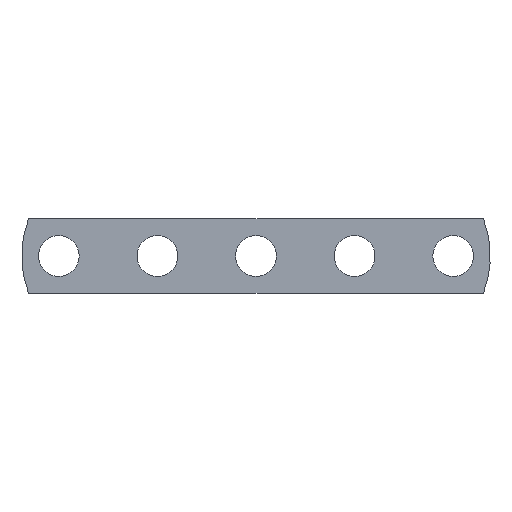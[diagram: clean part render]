
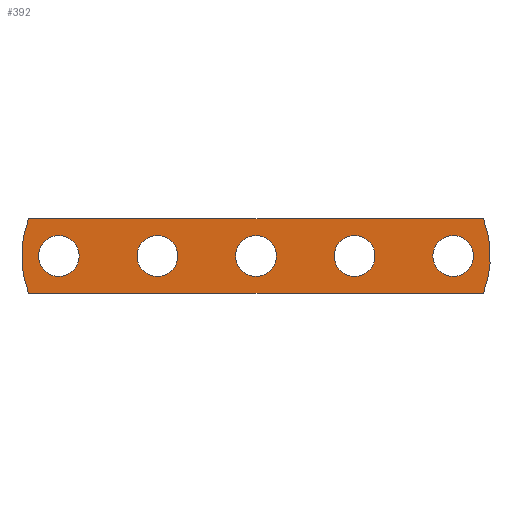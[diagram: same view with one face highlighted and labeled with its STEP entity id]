
A CAD part, top view. The second image highlights one B-rep face of the part: STEP entity #392.
In plain terms, the highlighted planar face has unit normal (0, 0, 1).
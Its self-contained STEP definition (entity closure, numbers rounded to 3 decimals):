
#73=DIRECTION('',(-1.,0.,0.));
#74=VECTOR('',#73,61.353);
#75=CARTESIAN_POINT('',(57.277,5.,1.));
#76=LINE('',#75,#74);
#81=DIRECTION('',(1.,0.,0.));
#82=VECTOR('',#81,61.353);
#83=CARTESIAN_POINT('',(-4.077,-5.,1.));
#84=LINE('',#83,#82);
#93=CARTESIAN_POINT('',(9.,0.,1.));
#94=DIRECTION('',(0.,0.,1.));
#95=DIRECTION('',(-0.934,0.357,0.));
#96=AXIS2_PLACEMENT_3D('',#93,#94,#95);
#98=CARTESIAN_POINT('',(44.2,0.,1.));
#99=DIRECTION('',(0.,0.,1.));
#100=DIRECTION('',(0.934,-0.357,0.));
#101=AXIS2_PLACEMENT_3D('',#98,#99,#100);
#103=CARTESIAN_POINT('',(53.2,0.,1.));
#104=DIRECTION('',(0.,0.,-1.));
#105=DIRECTION('',(1.,0.,0.));
#106=AXIS2_PLACEMENT_3D('',#103,#104,#105);
#108=CARTESIAN_POINT('',(53.2,0.,1.));
#109=DIRECTION('',(0.,0.,-1.));
#110=DIRECTION('',(-1.,0.,0.));
#111=AXIS2_PLACEMENT_3D('',#108,#109,#110);
#113=CARTESIAN_POINT('',(39.9,0.,1.));
#114=DIRECTION('',(0.,0.,-1.));
#115=DIRECTION('',(1.,0.,0.));
#116=AXIS2_PLACEMENT_3D('',#113,#114,#115);
#118=CARTESIAN_POINT('',(39.9,0.,1.));
#119=DIRECTION('',(0.,0.,-1.));
#120=DIRECTION('',(-1.,0.,0.));
#121=AXIS2_PLACEMENT_3D('',#118,#119,#120);
#123=CARTESIAN_POINT('',(26.6,0.,1.));
#124=DIRECTION('',(0.,0.,-1.));
#125=DIRECTION('',(1.,0.,0.));
#126=AXIS2_PLACEMENT_3D('',#123,#124,#125);
#128=CARTESIAN_POINT('',(26.6,0.,1.));
#129=DIRECTION('',(0.,0.,-1.));
#130=DIRECTION('',(-1.,0.,0.));
#131=AXIS2_PLACEMENT_3D('',#128,#129,#130);
#133=CARTESIAN_POINT('',(13.3,0.,1.));
#134=DIRECTION('',(0.,0.,-1.));
#135=DIRECTION('',(1.,0.,0.));
#136=AXIS2_PLACEMENT_3D('',#133,#134,#135);
#138=CARTESIAN_POINT('',(13.3,0.,1.));
#139=DIRECTION('',(0.,0.,-1.));
#140=DIRECTION('',(-1.,0.,0.));
#141=AXIS2_PLACEMENT_3D('',#138,#139,#140);
#143=CARTESIAN_POINT('',(0.,0.,1.));
#144=DIRECTION('',(0.,0.,-1.));
#145=DIRECTION('',(1.,0.,0.));
#146=AXIS2_PLACEMENT_3D('',#143,#144,#145);
#148=CARTESIAN_POINT('',(0.,0.,1.));
#149=DIRECTION('',(0.,0.,-1.));
#150=DIRECTION('',(-1.,0.,0.));
#151=AXIS2_PLACEMENT_3D('',#148,#149,#150);
#197=CARTESIAN_POINT('',(2.75,0.,1.));
#198=CARTESIAN_POINT('',(-2.75,0.,1.));
#199=VERTEX_POINT('',#197);
#200=VERTEX_POINT('',#198);
#205=CARTESIAN_POINT('',(16.05,0.,1.));
#206=CARTESIAN_POINT('',(10.55,0.,1.));
#207=VERTEX_POINT('',#205);
#208=VERTEX_POINT('',#206);
#213=CARTESIAN_POINT('',(-4.077,5.,1.));
#214=CARTESIAN_POINT('',(-4.077,-5.,1.));
#215=VERTEX_POINT('',#213);
#216=VERTEX_POINT('',#214);
#221=CARTESIAN_POINT('',(57.277,-5.,1.));
#222=CARTESIAN_POINT('',(57.277,5.,1.));
#223=VERTEX_POINT('',#221);
#224=VERTEX_POINT('',#222);
#229=CARTESIAN_POINT('',(29.35,0.,1.));
#230=CARTESIAN_POINT('',(23.85,0.,1.));
#231=VERTEX_POINT('',#229);
#232=VERTEX_POINT('',#230);
#237=CARTESIAN_POINT('',(42.65,0.,1.));
#238=CARTESIAN_POINT('',(37.15,0.,1.));
#239=VERTEX_POINT('',#237);
#240=VERTEX_POINT('',#238);
#245=CARTESIAN_POINT('',(55.95,0.,1.));
#246=CARTESIAN_POINT('',(50.45,0.,1.));
#247=VERTEX_POINT('',#245);
#248=VERTEX_POINT('',#246);
#351=CARTESIAN_POINT('',(0.,0.,1.));
#352=DIRECTION('',(0.,0.,1.));
#353=DIRECTION('',(1.,0.,0.));
#354=AXIS2_PLACEMENT_3D('',#351,#352,#353);
#355=PLANE('',#354);
#356=ORIENTED_EDGE('',*,*,#303,.F.);
#357=ORIENTED_EDGE('',*,*,#319,.F.);
#358=ORIENTED_EDGE('',*,*,#332,.F.);
#359=ORIENTED_EDGE('',*,*,#344,.F.);
#360=EDGE_LOOP('',(#356,#357,#358,#359));
#361=FACE_OUTER_BOUND('',#360,.F.);
#363=ORIENTED_EDGE('',*,*,#362,.F.);
#365=ORIENTED_EDGE('',*,*,#364,.F.);
#366=EDGE_LOOP('',(#363,#365));
#367=FACE_BOUND('',#366,.F.);
#369=ORIENTED_EDGE('',*,*,#368,.F.);
#371=ORIENTED_EDGE('',*,*,#370,.F.);
#372=EDGE_LOOP('',(#369,#371));
#373=FACE_BOUND('',#372,.F.);
#375=ORIENTED_EDGE('',*,*,#374,.F.);
#377=ORIENTED_EDGE('',*,*,#376,.F.);
#378=EDGE_LOOP('',(#375,#377));
#379=FACE_BOUND('',#378,.F.);
#381=ORIENTED_EDGE('',*,*,#380,.F.);
#383=ORIENTED_EDGE('',*,*,#382,.F.);
#384=EDGE_LOOP('',(#381,#383));
#385=FACE_BOUND('',#384,.F.);
#387=ORIENTED_EDGE('',*,*,#386,.F.);
#389=ORIENTED_EDGE('',*,*,#388,.F.);
#390=EDGE_LOOP('',(#387,#389));
#391=FACE_BOUND('',#390,.F.);
#392=ADVANCED_FACE('',(#361,#367,#373,#379,#385,#391),#355,.T.);
#97=CIRCLE('',#96,14.);
#102=CIRCLE('',#101,14.);
#107=CIRCLE('',#106,2.75);
#112=CIRCLE('',#111,2.75);
#117=CIRCLE('',#116,2.75);
#122=CIRCLE('',#121,2.75);
#127=CIRCLE('',#126,2.75);
#132=CIRCLE('',#131,2.75);
#137=CIRCLE('',#136,2.75);
#142=CIRCLE('',#141,2.75);
#147=CIRCLE('',#146,2.75);
#152=CIRCLE('',#151,2.75);
#303=EDGE_CURVE('',#215,#216,#97,.T.);
#319=EDGE_CURVE('',#224,#215,#76,.T.);
#332=EDGE_CURVE('',#223,#224,#102,.T.);
#344=EDGE_CURVE('',#216,#223,#84,.T.);
#362=EDGE_CURVE('',#247,#248,#107,.T.);
#364=EDGE_CURVE('',#248,#247,#112,.T.);
#368=EDGE_CURVE('',#239,#240,#117,.T.);
#370=EDGE_CURVE('',#240,#239,#122,.T.);
#374=EDGE_CURVE('',#231,#232,#127,.T.);
#376=EDGE_CURVE('',#232,#231,#132,.T.);
#380=EDGE_CURVE('',#207,#208,#137,.T.);
#382=EDGE_CURVE('',#208,#207,#142,.T.);
#386=EDGE_CURVE('',#199,#200,#147,.T.);
#388=EDGE_CURVE('',#200,#199,#152,.T.);
